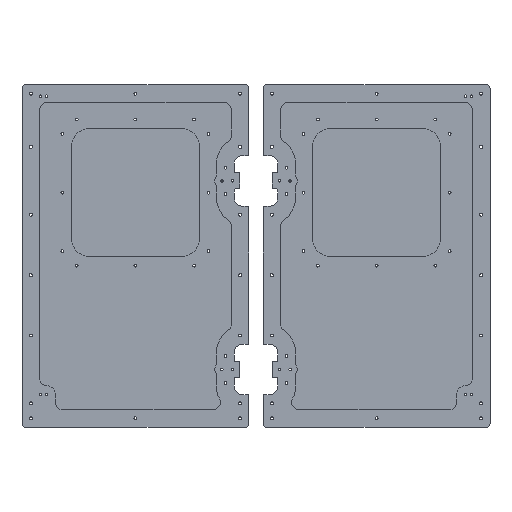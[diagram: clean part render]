
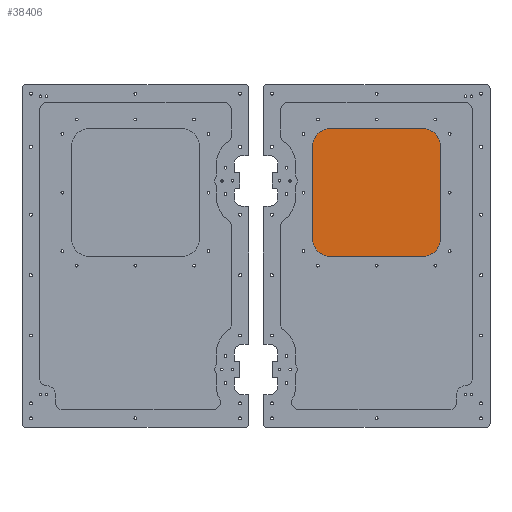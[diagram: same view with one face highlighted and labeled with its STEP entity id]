
A CAD part, top view. The second image highlights one B-rep face of the part: STEP entity #38406.
In plain terms, the highlighted planar face has unit normal (0, 0, 1).
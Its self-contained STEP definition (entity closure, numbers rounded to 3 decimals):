
#437 = AXIS2_PLACEMENT_3D ( 'NONE', #9161, #12751, #26288 ) ;
#1788 = CARTESIAN_POINT ( 'NONE',  ( -100., 239.5, 4.5 ) ) ;
#3240 = LINE ( 'NONE', #19953, #11791 ) ;
#3464 = CARTESIAN_POINT ( 'NONE',  ( 100., 239.5, 4.5 ) ) ;
#4637 = DIRECTION ( 'NONE',  ( -1., 0., 0. ) ) ;
#5819 = FACE_OUTER_BOUND ( 'NONE', #16846, .T. ) ;
#6768 = CARTESIAN_POINT ( 'NONE',  ( 100., 39.5, 4.5 ) ) ;
#6959 = CARTESIAN_POINT ( 'NONE',  ( -100., 39.5, 4.5 ) ) ;
#7049 = VERTEX_POINT ( 'NONE', #6768 ) ;
#8204 = ORIENTED_EDGE ( 'NONE', *, *, #18283, .F. ) ;
#9161 = CARTESIAN_POINT ( 'NONE',  ( 0., 0., 4.5 ) ) ;
#11353 = CARTESIAN_POINT ( 'NONE',  ( -100., 39.5, 4.5 ) ) ;
#11791 = VECTOR ( 'NONE', #20384, 1000. ) ;
#12751 = DIRECTION ( 'NONE',  ( 0., 0., -1. ) ) ;
#14045 = EDGE_CURVE ( 'NONE', #35014, #37645, #39075, .T. ) ;
#14233 = EDGE_CURVE ( 'NONE', #37645, #7049, #3240, .T. ) ;
#14833 = LINE ( 'NONE', #31947, #32937 ) ;
#16846 = EDGE_LOOP ( 'NONE', ( #37738, #33982, #8204, #18187 ) ) ;
#18187 = ORIENTED_EDGE ( 'NONE', *, *, #31412, .F. ) ;
#18283 = EDGE_CURVE ( 'NONE', #38056, #35014, #14833, .T. ) ;
#19953 = CARTESIAN_POINT ( 'NONE',  ( 100., 39.5, 4.5 ) ) ;
#20384 = DIRECTION ( 'NONE',  ( 0., -1., 0. ) ) ;
#20992 = VECTOR ( 'NONE', #26162, 1000. ) ;
#25104 = LINE ( 'NONE', #11353, #30091 ) ;
#26055 = PLANE ( 'NONE',  #437 ) ;
#26162 = DIRECTION ( 'NONE',  ( 1., 0., 0. ) ) ;
#26288 = DIRECTION ( 'NONE',  ( -1., 0., 0. ) ) ;
#30091 = VECTOR ( 'NONE', #4637, 1000. ) ;
#31412 = EDGE_CURVE ( 'NONE', #7049, #38056, #25104, .T. ) ;
#31947 = CARTESIAN_POINT ( 'NONE',  ( -100., 39.5, 4.5 ) ) ;
#32937 = VECTOR ( 'NONE', #38182, 1000. ) ;
#33982 = ORIENTED_EDGE ( 'NONE', *, *, #14045, .F. ) ;
#35014 = VERTEX_POINT ( 'NONE', #1788 ) ;
#37645 = VERTEX_POINT ( 'NONE', #3464 ) ;
#37738 = ORIENTED_EDGE ( 'NONE', *, *, #14233, .F. ) ;
#38056 = VERTEX_POINT ( 'NONE', #6959 ) ;
#38182 = DIRECTION ( 'NONE',  ( 0., 1., 0. ) ) ;
#38406 = ADVANCED_FACE ( 'NONE', ( #5819 ), #26055, .F. ) ;
#39075 = LINE ( 'NONE', #42662, #20992 ) ;
#42662 = CARTESIAN_POINT ( 'NONE',  ( -100., 239.5, 4.5 ) ) ;
